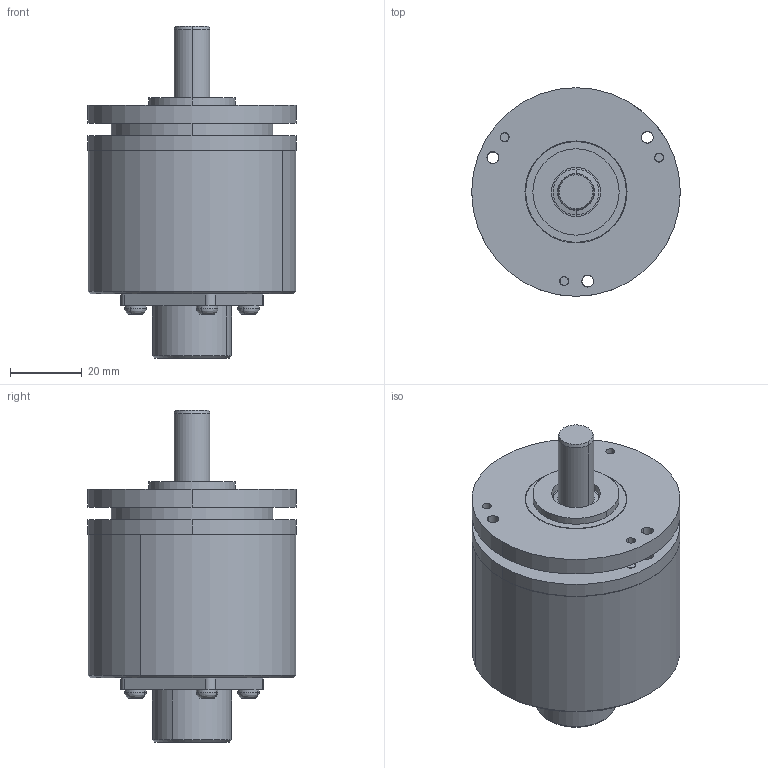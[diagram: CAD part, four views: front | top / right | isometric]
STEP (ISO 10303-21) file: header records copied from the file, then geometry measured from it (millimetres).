
FILE_DESCRIPTION((''),'2;1');
FILE_NAME('648558','2010-11-10T',('se2802'),(''),'PRO/ENGINEER BY PARAMETRIC TECHNOLOGY CORPORATION, 2010180','PRO/ENGINEER BY PARAMETRIC TECHNOLOGY CORPORATION, 2010180','');
FILE_SCHEMA(('CONFIG_CONTROL_DESIGN'));
Length unit declared in the file: millimetre
Products named in the file (1): 648558
Bounding box: 58 x 58 x 92.3 mm (x, y, z)
Volume: 91360.4 mm3; surface area: 42961.8 mm2
Topology: 2 solids, 4 shells, 1397 faces, 3850 edges, 2515 vertices
Faces by surface type: plane 519, cylinder 428, extrusion 324, cone 56, torus 56, bspline 8, sphere 6
Entity records: 49466 total; most frequent: CARTESIAN_POINT 14290, ORIENTED_EDGE 7696, DIRECTION 6684, EDGE_CURVE 3848, VERTEX_POINT 2515, AXIS2_PLACEMENT_3D 2323, VECTOR 2038, LINE 1714
